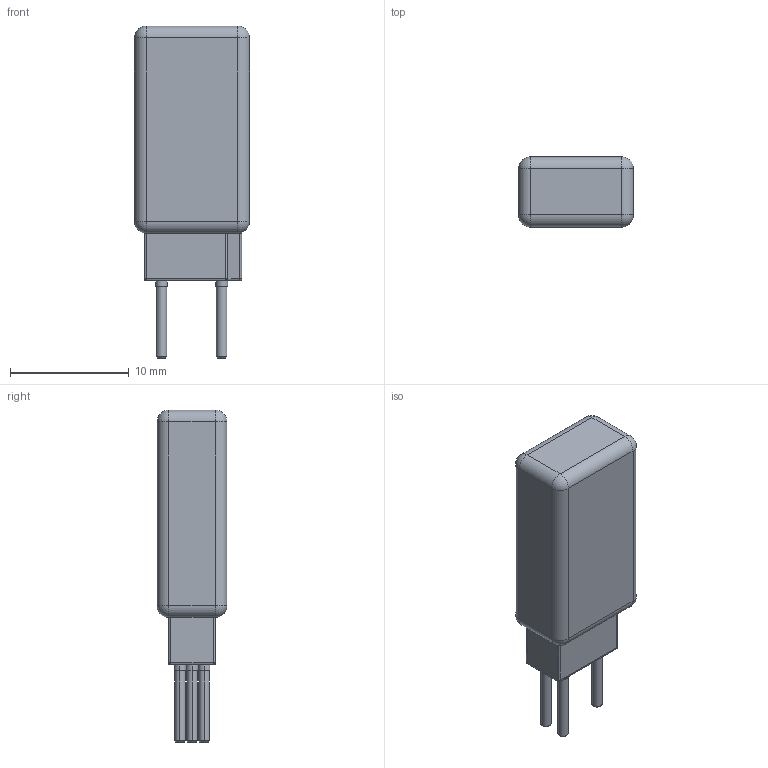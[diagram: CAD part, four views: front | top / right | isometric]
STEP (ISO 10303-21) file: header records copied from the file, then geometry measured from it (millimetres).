
FILE_DESCRIPTION (( 'STEP AP214' ), '1' );
FILE_NAME ('TC2030_nopinspls.STEP', '2022-06-02T14:23:48', ( '' ), ( '' ), 'SwSTEP 2.0', 'SolidWorks 2020', '' );
FILE_SCHEMA (( 'AUTOMOTIVE_DESIGN' ));
Length unit declared in the file: inch
Products named in the file (6): TC2030_nopinspls; TC2030_1.stp.STEP; Chucnker.STEP; TC2030.stp.STEP; TC2030_nopins.STEP; TC2050_3.stp.STEP
Assembly tree (7 placements, depth 4):
  TC2030_nopinspls
    TC2030_nopins.STEP
      TC2030.stp.STEP
        TC2030_1.stp.STEP
        TC2050_3.stp.STEP  x3
      Chucnker.STEP
Bounding box: 9.7 x 5.9 x 28 mm (x, y, z)
Volume: 1109.9 mm3; surface area: 830.6 mm2
Topology: 5 solids, 5 shells, 137 faces, 288 edges, 169 vertices
Faces by surface type: cylinder 70, plane 35, sphere 24, cone 6, torus 2
Entity records: 3273 total; most frequent: DIRECTION 635, CARTESIAN_POINT 502, ORIENTED_EDGE 472, AXIS2_PLACEMENT_3D 274, EDGE_CURVE 236, CIRCLE 149, VERTEX_POINT 141, EDGE_LOOP 125
